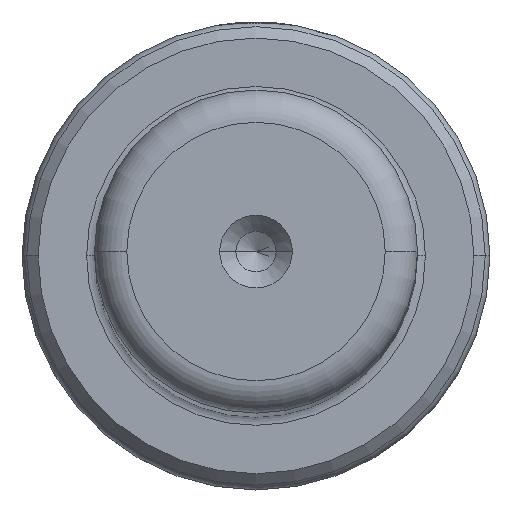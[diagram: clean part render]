
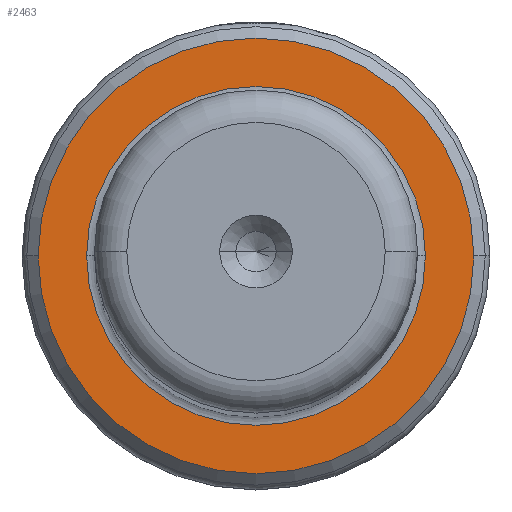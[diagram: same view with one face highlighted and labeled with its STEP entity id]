
A CAD part, top view. The second image highlights one B-rep face of the part: STEP entity #2463.
In plain terms, the highlighted planar face has unit normal (0, 0, 1).
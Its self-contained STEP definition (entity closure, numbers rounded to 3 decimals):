
#21 = EDGE_CURVE ( 'NONE', #2250, #1687, #2857, .T. ) ;
#101 = AXIS2_PLACEMENT_3D ( 'NONE', #433, #3143, #1440 ) ;
#138 = CARTESIAN_POINT ( 'NONE',  ( 0., 0., 20. ) ) ;
#220 = VERTEX_POINT ( 'NONE', #973 ) ;
#433 = CARTESIAN_POINT ( 'NONE',  ( 0., 0., 20. ) ) ;
#446 = AXIS2_PLACEMENT_3D ( 'NONE', #885, #2462, #3214 ) ;
#487 = AXIS2_PLACEMENT_3D ( 'NONE', #2438, #2646, #2629 ) ;
#557 = EDGE_LOOP ( 'NONE', ( #1863, #849 ) ) ;
#659 = CARTESIAN_POINT ( 'NONE',  ( 13.5, 0., 20. ) ) ;
#836 = AXIS2_PLACEMENT_3D ( 'NONE', #138, #2451, #2405 ) ;
#849 = ORIENTED_EDGE ( 'NONE', *, *, #21, .T. ) ;
#885 = CARTESIAN_POINT ( 'NONE',  ( 0., 0., 20. ) ) ;
#913 = AXIS2_PLACEMENT_3D ( 'NONE', #2620, #1369, #1115 ) ;
#973 = CARTESIAN_POINT ( 'NONE',  ( -13.5, 0., 20. ) ) ;
#993 = CIRCLE ( 'NONE', #836, 13.5 ) ;
#1115 = DIRECTION ( 'NONE',  ( -1., 0., 0. ) ) ;
#1197 = FACE_OUTER_BOUND ( 'NONE', #2690, .T. ) ;
#1302 = EDGE_CURVE ( 'NONE', #1687, #2250, #1755, .T. ) ;
#1369 = DIRECTION ( 'NONE',  ( 0., 0., -1. ) ) ;
#1384 = VERTEX_POINT ( 'NONE', #659 ) ;
#1440 = DIRECTION ( 'NONE',  ( 1., 0., 0. ) ) ;
#1499 = CARTESIAN_POINT ( 'NONE',  ( 10.5, 0., 20. ) ) ;
#1612 = EDGE_CURVE ( 'NONE', #1384, #220, #993, .T. ) ;
#1644 = EDGE_CURVE ( 'NONE', #220, #1384, #1832, .T. ) ;
#1648 = FACE_BOUND ( 'NONE', #557, .T. ) ;
#1687 = VERTEX_POINT ( 'NONE', #2142 ) ;
#1755 = CIRCLE ( 'NONE', #913, 10.5 ) ;
#1832 = CIRCLE ( 'NONE', #101, 13.5 ) ;
#1863 = ORIENTED_EDGE ( 'NONE', *, *, #1302, .T. ) ;
#2142 = CARTESIAN_POINT ( 'NONE',  ( -10.5, 0., 20. ) ) ;
#2250 = VERTEX_POINT ( 'NONE', #1499 ) ;
#2405 = DIRECTION ( 'NONE',  ( 1., 0., 0. ) ) ;
#2438 = CARTESIAN_POINT ( 'NONE',  ( 0., 0., 20. ) ) ;
#2451 = DIRECTION ( 'NONE',  ( 0., 0., 1. ) ) ;
#2462 = DIRECTION ( 'NONE',  ( 0., 0., 1. ) ) ;
#2463 = ADVANCED_FACE ( 'NONE', ( #1197, #1648 ), #3202, .T. ) ;
#2575 = ORIENTED_EDGE ( 'NONE', *, *, #1612, .T. ) ;
#2620 = CARTESIAN_POINT ( 'NONE',  ( 0., 0., 20. ) ) ;
#2629 = DIRECTION ( 'NONE',  ( -1., 0., 0. ) ) ;
#2646 = DIRECTION ( 'NONE',  ( 0., 0., -1. ) ) ;
#2690 = EDGE_LOOP ( 'NONE', ( #2981, #2575 ) ) ;
#2857 = CIRCLE ( 'NONE', #487, 10.5 ) ;
#2981 = ORIENTED_EDGE ( 'NONE', *, *, #1644, .T. ) ;
#3143 = DIRECTION ( 'NONE',  ( 0., 0., 1. ) ) ;
#3202 = PLANE ( 'NONE',  #446 ) ;
#3214 = DIRECTION ( 'NONE',  ( 1., 0., 0. ) ) ;
